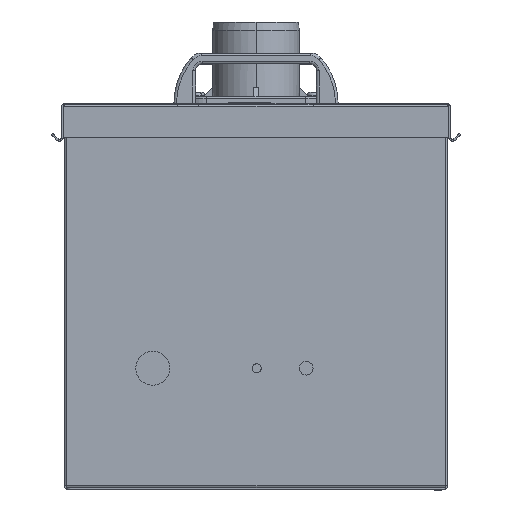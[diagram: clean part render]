
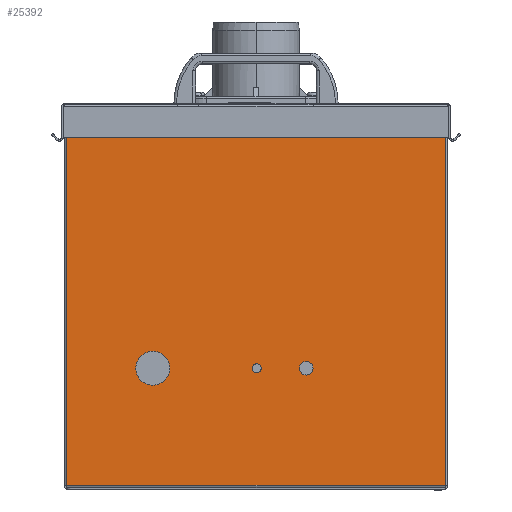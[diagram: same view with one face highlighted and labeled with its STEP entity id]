
A CAD part, top view. The second image highlights one B-rep face of the part: STEP entity #25392.
In plain terms, the highlighted planar face has unit normal (0, 0, 1).
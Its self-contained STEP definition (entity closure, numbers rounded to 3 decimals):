
#656 = CARTESIAN_POINT ( 'NONE',  ( 42., -53., -2.4 ) ) ;
#1760 = CIRCLE ( 'NONE', #47602, 12.5 ) ;
#2041 = VERTEX_POINT ( 'NONE', #656 ) ;
#2166 = EDGE_CURVE ( 'NONE', #7263, #20171, #17707, .T. ) ;
#3369 = CARTESIAN_POINT ( 'NONE',  ( 139.3, -139.3, -2.4 ) ) ;
#4071 = VERTEX_POINT ( 'NONE', #38386 ) ;
#5067 = EDGE_CURVE ( 'NONE', #20171, #7263, #34634, .T. ) ;
#5384 = DIRECTION ( 'NONE',  ( 1., 0., 0. ) ) ;
#5619 = ORIENTED_EDGE ( 'NONE', *, *, #2166, .F. ) ;
#5750 = CARTESIAN_POINT ( 'NONE',  ( -76., -53., -2.4 ) ) ;
#5960 = LINE ( 'NONE', #33706, #9763 ) ;
#6209 = DIRECTION ( 'NONE',  ( -1., 0., 0. ) ) ;
#7263 = VERTEX_POINT ( 'NONE', #18674 ) ;
#7324 = CARTESIAN_POINT ( 'NONE',  ( 37., -53., -2.4 ) ) ;
#7395 = DIRECTION ( 'NONE',  ( 0., 1., 0. ) ) ;
#7633 = VERTEX_POINT ( 'NONE', #27021 ) ;
#9499 = AXIS2_PLACEMENT_3D ( 'NONE', #34014, #32862, #5384 ) ;
#9558 = EDGE_CURVE ( 'NONE', #11803, #37253, #11239, .T. ) ;
#9763 = VECTOR ( 'NONE', #6209, 1000. ) ;
#9893 = VECTOR ( 'NONE', #7395, 1000. ) ;
#10234 = CARTESIAN_POINT ( 'NONE',  ( 3.75, -53., -2.4 ) ) ;
#11239 = LINE ( 'NONE', #34094, #9893 ) ;
#11678 = CARTESIAN_POINT ( 'NONE',  ( 0.5, -53., -2.4 ) ) ;
#11803 = VERTEX_POINT ( 'NONE', #3369 ) ;
#12096 = FACE_BOUND ( 'NONE', #38468, .T. ) ;
#13013 = EDGE_CURVE ( 'NONE', #2041, #17936, #13841, .T. ) ;
#13841 = CIRCLE ( 'NONE', #16286, 5. ) ;
#14347 = ORIENTED_EDGE ( 'NONE', *, *, #40684, .F. ) ;
#15473 = EDGE_LOOP ( 'NONE', ( #33184, #40398, #16449, #23016 ) ) ;
#15891 = VERTEX_POINT ( 'NONE', #30752 ) ;
#16038 = CARTESIAN_POINT ( 'NONE',  ( 0.5, -53., -2.4 ) ) ;
#16286 = AXIS2_PLACEMENT_3D ( 'NONE', #17270, #20852, #36495 ) ;
#16449 = ORIENTED_EDGE ( 'NONE', *, *, #44829, .T. ) ;
#17106 = AXIS2_PLACEMENT_3D ( 'NONE', #7324, #50363, #31417 ) ;
#17270 = CARTESIAN_POINT ( 'NONE',  ( 37., -53., -2.4 ) ) ;
#17707 = CIRCLE ( 'NONE', #43888, 3.25 ) ;
#17817 = DIRECTION ( 'NONE',  ( 0., 0., 1. ) ) ;
#17936 = VERTEX_POINT ( 'NONE', #48451 ) ;
#18347 = FACE_OUTER_BOUND ( 'NONE', #15473, .T. ) ;
#18674 = CARTESIAN_POINT ( 'NONE',  ( -2.75, -53., -2.4 ) ) ;
#18936 = VECTOR ( 'NONE', #21111, 1000. ) ;
#19398 = EDGE_CURVE ( 'NONE', #15891, #4071, #1760, .T. ) ;
#19792 = FACE_BOUND ( 'NONE', #21855, .T. ) ;
#20119 = DIRECTION ( 'NONE',  ( 0., 0., 1. ) ) ;
#20171 = VERTEX_POINT ( 'NONE', #10234 ) ;
#20852 = DIRECTION ( 'NONE',  ( 0., 0., 1. ) ) ;
#21111 = DIRECTION ( 'NONE',  ( 0., -1., 0. ) ) ;
#21855 = EDGE_LOOP ( 'NONE', ( #22392, #29598 ) ) ;
#22392 = ORIENTED_EDGE ( 'NONE', *, *, #19398, .F. ) ;
#23016 = ORIENTED_EDGE ( 'NONE', *, *, #45636, .T. ) ;
#25392 = ADVANCED_FACE ( 'NONE', ( #19792, #31580, #12096, #18347 ), #43348, .T. ) ;
#25608 = AXIS2_PLACEMENT_3D ( 'NONE', #11678, #20119, #43422 ) ;
#26377 = VECTOR ( 'NONE', #34077, 1000. ) ;
#27021 = CARTESIAN_POINT ( 'NONE',  ( -139.3, -139.3, -2.4 ) ) ;
#28155 = EDGE_CURVE ( 'NONE', #37253, #43025, #5960, .T. ) ;
#29073 = CARTESIAN_POINT ( 'NONE',  ( -139.3, 141., -2.4 ) ) ;
#29584 = LINE ( 'NONE', #29073, #18936 ) ;
#29598 = ORIENTED_EDGE ( 'NONE', *, *, #44848, .F. ) ;
#29944 = ORIENTED_EDGE ( 'NONE', *, *, #5067, .F. ) ;
#30480 = CARTESIAN_POINT ( 'NONE',  ( -139.3, -139.3, -2.4 ) ) ;
#30752 = CARTESIAN_POINT ( 'NONE',  ( -88.5, -53., -2.4 ) ) ;
#31417 = DIRECTION ( 'NONE',  ( 1., 0., 0. ) ) ;
#31580 = FACE_BOUND ( 'NONE', #33769, .T. ) ;
#32862 = DIRECTION ( 'NONE',  ( 0., 0., 1. ) ) ;
#33184 = ORIENTED_EDGE ( 'NONE', *, *, #9558, .T. ) ;
#33492 = DIRECTION ( 'NONE',  ( 1., 0., 0. ) ) ;
#33700 = DIRECTION ( 'NONE',  ( 0., 0., 1. ) ) ;
#33706 = CARTESIAN_POINT ( 'NONE',  ( 139.3, 139.3, -2.4 ) ) ;
#33769 = EDGE_LOOP ( 'NONE', ( #5619, #29944 ) ) ;
#34014 = CARTESIAN_POINT ( 'NONE',  ( 0., 0., -2.4 ) ) ;
#34077 = DIRECTION ( 'NONE',  ( 1., 0., 0. ) ) ;
#34094 = CARTESIAN_POINT ( 'NONE',  ( 139.3, -141., -2.4 ) ) ;
#34316 = CIRCLE ( 'NONE', #17106, 5. ) ;
#34339 = LINE ( 'NONE', #30480, #26377 ) ;
#34345 = CARTESIAN_POINT ( 'NONE',  ( 139.3, 139.3, -2.4 ) ) ;
#34455 = ORIENTED_EDGE ( 'NONE', *, *, #13013, .F. ) ;
#34634 = CIRCLE ( 'NONE', #25608, 3.25 ) ;
#35339 = CIRCLE ( 'NONE', #44310, 12.5 ) ;
#36495 = DIRECTION ( 'NONE',  ( 1., 0., 0. ) ) ;
#37253 = VERTEX_POINT ( 'NONE', #34345 ) ;
#37507 = CARTESIAN_POINT ( 'NONE',  ( -76., -53., -2.4 ) ) ;
#38386 = CARTESIAN_POINT ( 'NONE',  ( -63.5, -53., -2.4 ) ) ;
#38468 = EDGE_LOOP ( 'NONE', ( #14347, #34455 ) ) ;
#39623 = DIRECTION ( 'NONE',  ( 1., 0., 0. ) ) ;
#40139 = DIRECTION ( 'NONE',  ( 0., 0., 1. ) ) ;
#40398 = ORIENTED_EDGE ( 'NONE', *, *, #28155, .T. ) ;
#40684 = EDGE_CURVE ( 'NONE', #17936, #2041, #34316, .T. ) ;
#41240 = CARTESIAN_POINT ( 'NONE',  ( -139.3, 139.3, -2.4 ) ) ;
#43025 = VERTEX_POINT ( 'NONE', #41240 ) ;
#43348 = PLANE ( 'NONE',  #9499 ) ;
#43422 = DIRECTION ( 'NONE',  ( 1., 0., 0. ) ) ;
#43888 = AXIS2_PLACEMENT_3D ( 'NONE', #16038, #40139, #39623 ) ;
#44310 = AXIS2_PLACEMENT_3D ( 'NONE', #37507, #33700, #49292 ) ;
#44829 = EDGE_CURVE ( 'NONE', #43025, #7633, #29584, .T. ) ;
#44848 = EDGE_CURVE ( 'NONE', #4071, #15891, #35339, .T. ) ;
#45636 = EDGE_CURVE ( 'NONE', #7633, #11803, #34339, .T. ) ;
#47602 = AXIS2_PLACEMENT_3D ( 'NONE', #5750, #17817, #33492 ) ;
#48451 = CARTESIAN_POINT ( 'NONE',  ( 32., -53., -2.4 ) ) ;
#49292 = DIRECTION ( 'NONE',  ( 1., 0., 0. ) ) ;
#50363 = DIRECTION ( 'NONE',  ( 0., 0., 1. ) ) ;
